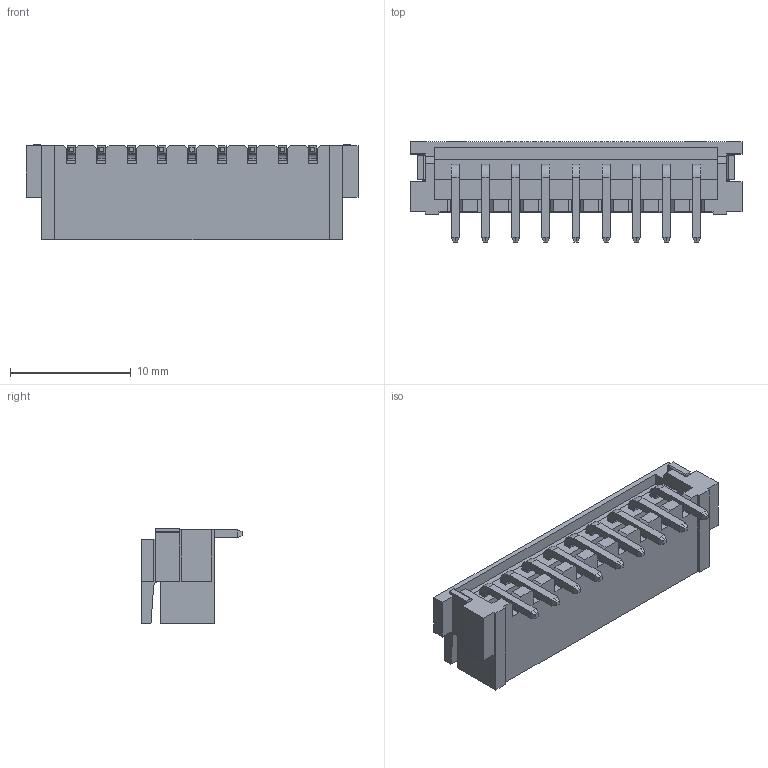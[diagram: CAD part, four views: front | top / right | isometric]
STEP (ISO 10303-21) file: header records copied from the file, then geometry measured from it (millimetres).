
FILE_DESCRIPTION (( 'STEP AP203' ), '1' );
FILE_NAME ('14K-509-418TAA1.STEP', '2024-02-22T14:28:10', ( '' ), ( '' ), 'SwSTEP 2.0', 'SolidWorks 2023', '' );
FILE_SCHEMA (( 'CONFIG_CONTROL_DESIGN' ));
Length unit declared in the file: millimetre
Products named in the file (3): 14K Series SMT Top Entry Insulator_509; 14K Series SMT Pin_Top Entry; 14K-509-418TAA1
Assembly tree (10 placements, depth 2):
  14K-509-418TAA1
    14K Series SMT Top Entry Insulator_509
    14K Series SMT Pin_Top Entry  x9
Bounding box: 27.5 x 8.3 x 7.9 mm (x, y, z)
Volume: 496.3 mm3; surface area: 1565.7 mm2
Topology: 10 solids, 10 shells, 478 faces, 1204 edges, 746 vertices
Faces by surface type: plane 436, cylinder 42
Entity records: 9623 total; most frequent: CARTESIAN_POINT 1631, ORIENTED_EDGE 1608, DIRECTION 1452, EDGE_CURVE 804, LINE 750, VECTOR 750, VERTEX_POINT 522, AXIS2_PLACEMENT_3D 351
